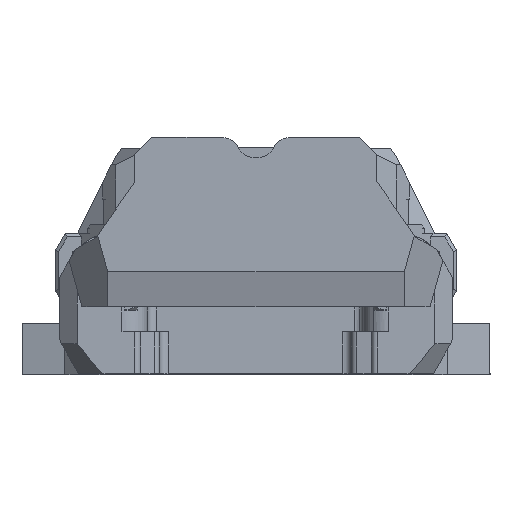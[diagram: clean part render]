
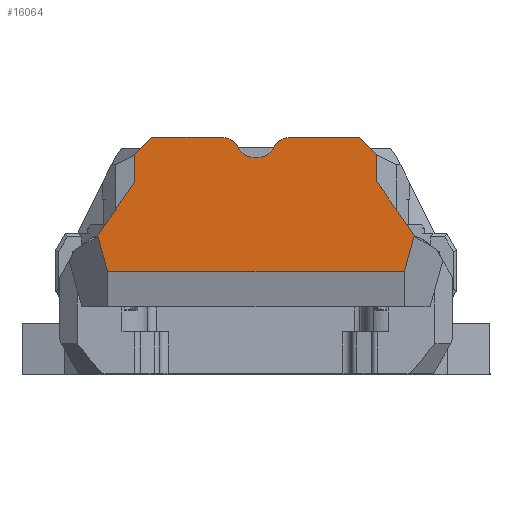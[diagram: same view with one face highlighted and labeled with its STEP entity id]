
A CAD part, top view. The second image highlights one B-rep face of the part: STEP entity #16064.
In plain terms, the highlighted planar face has unit normal (0, 0, 1).
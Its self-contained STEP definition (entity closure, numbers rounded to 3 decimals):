
#396=CIRCLE('',#17262,2.);
#397=CIRCLE('',#17263,2.4);
#398=CIRCLE('',#17264,2.);
#952=PLANE('',#17261);
#1750=FACE_OUTER_BOUND('',#2649,.T.);
#2649=EDGE_LOOP('',(#13897,#13898,#13899,#13900,#13901,#13902,#13903,#13904,
#13905,#13906,#13907,#13908,#13909,#13910));
#4283=LINE('',#31532,#6118);
#4288=LINE('',#31542,#6123);
#4289=LINE('',#31544,#6124);
#4290=LINE('',#31546,#6125);
#4291=LINE('',#31548,#6126);
#4292=LINE('',#31556,#6127);
#4293=LINE('',#31558,#6128);
#4294=LINE('',#31560,#6129);
#4295=LINE('',#31562,#6130);
#4296=LINE('',#31564,#6131);
#4297=LINE('',#31565,#6132);
#6118=VECTOR('',#20802,10.);
#6123=VECTOR('',#20811,10.);
#6124=VECTOR('',#20812,10.);
#6125=VECTOR('',#20813,10.);
#6126=VECTOR('',#20814,10.);
#6127=VECTOR('',#20821,10.);
#6128=VECTOR('',#20822,10.);
#6129=VECTOR('',#20823,10.);
#6130=VECTOR('',#20824,10.);
#6131=VECTOR('',#20825,10.);
#6132=VECTOR('',#20826,10.);
#7892=VERTEX_POINT('',#31523);
#7896=VERTEX_POINT('',#31530);
#7899=VERTEX_POINT('',#31541);
#7900=VERTEX_POINT('',#31543);
#7901=VERTEX_POINT('',#31545);
#7902=VERTEX_POINT('',#31547);
#7903=VERTEX_POINT('',#31549);
#7904=VERTEX_POINT('',#31551);
#7905=VERTEX_POINT('',#31553);
#7906=VERTEX_POINT('',#31555);
#7907=VERTEX_POINT('',#31557);
#7908=VERTEX_POINT('',#31559);
#7909=VERTEX_POINT('',#31561);
#7910=VERTEX_POINT('',#31563);
#9989=EDGE_CURVE('',#7892,#7896,#4283,.F.);
#9994=EDGE_CURVE('',#7899,#7892,#4288,.T.);
#9995=EDGE_CURVE('',#7896,#7900,#4289,.F.);
#9996=EDGE_CURVE('',#7901,#7900,#4290,.T.);
#9997=EDGE_CURVE('',#7901,#7902,#4291,.F.);
#9998=EDGE_CURVE('',#7903,#7902,#396,.T.);
#9999=EDGE_CURVE('',#7903,#7904,#397,.T.);
#10000=EDGE_CURVE('',#7905,#7904,#398,.T.);
#10001=EDGE_CURVE('',#7905,#7906,#4292,.F.);
#10002=EDGE_CURVE('',#7907,#7906,#4293,.T.);
#10003=EDGE_CURVE('',#7908,#7907,#4294,.T.);
#10004=EDGE_CURVE('',#7909,#7908,#4295,.F.);
#10005=EDGE_CURVE('',#7910,#7909,#4296,.T.);
#10006=EDGE_CURVE('',#7910,#7899,#4297,.T.);
#13897=ORIENTED_EDGE('',*,*,#9994,.T.);
#13898=ORIENTED_EDGE('',*,*,#9989,.T.);
#13899=ORIENTED_EDGE('',*,*,#9995,.T.);
#13900=ORIENTED_EDGE('',*,*,#9996,.F.);
#13901=ORIENTED_EDGE('',*,*,#9997,.T.);
#13902=ORIENTED_EDGE('',*,*,#9998,.F.);
#13903=ORIENTED_EDGE('',*,*,#9999,.T.);
#13904=ORIENTED_EDGE('',*,*,#10000,.F.);
#13905=ORIENTED_EDGE('',*,*,#10001,.T.);
#13906=ORIENTED_EDGE('',*,*,#10002,.F.);
#13907=ORIENTED_EDGE('',*,*,#10003,.F.);
#13908=ORIENTED_EDGE('',*,*,#10004,.F.);
#13909=ORIENTED_EDGE('',*,*,#10005,.F.);
#13910=ORIENTED_EDGE('',*,*,#10006,.T.);
#16064=ADVANCED_FACE('',(#1750),#952,.T.);
#17261=AXIS2_PLACEMENT_3D('',#31540,#20809,#20810);
#17262=AXIS2_PLACEMENT_3D('',#31550,#20815,#20816);
#17263=AXIS2_PLACEMENT_3D('',#31552,#20817,#20818);
#17264=AXIS2_PLACEMENT_3D('',#31554,#20819,#20820);
#20802=DIRECTION('',(0.574,-0.819,0.));
#20809=DIRECTION('center_axis',(0.,0.,1.));
#20810=DIRECTION('ref_axis',(1.,0.,0.));
#20811=DIRECTION('',(0.266,0.964,0.));
#20812=DIRECTION('',(0.,-1.,0.));
#20813=DIRECTION('',(0.707,-0.707,0.));
#20814=DIRECTION('',(1.,0.,0.));
#20815=DIRECTION('center_axis',(0.,0.,-1.));
#20816=DIRECTION('ref_axis',(-0.522,0.853,0.));
#20817=DIRECTION('center_axis',(0.,0.,-1.));
#20818=DIRECTION('ref_axis',(0.,1.,0.));
#20819=DIRECTION('center_axis',(0.,0.,-1.));
#20820=DIRECTION('ref_axis',(0.522,0.853,0.));
#20821=DIRECTION('',(1.,0.,0.));
#20822=DIRECTION('',(0.707,0.707,0.));
#20823=DIRECTION('',(0.,1.,0.));
#20824=DIRECTION('',(-0.574,-0.819,0.));
#20825=DIRECTION('',(-0.266,0.964,0.));
#20826=DIRECTION('',(1.,0.,0.));
#31523=CARTESIAN_POINT('',(18.511,26.289,75.472));
#31530=CARTESIAN_POINT('',(14.139,32.533,75.472));
#31532=CARTESIAN_POINT('',(27.62,13.281,75.472));
#31540=CARTESIAN_POINT('Origin',(-21.2,10.144,75.472));
#31541=CARTESIAN_POINT('',(17.338,22.044,75.472));
#31542=CARTESIAN_POINT('',(15.811,16.519,75.472));
#31543=CARTESIAN_POINT('',(14.139,35.72,75.472));
#31544=CARTESIAN_POINT('',(14.139,21.332,75.472));
#31545=CARTESIAN_POINT('',(12.139,37.72,75.472));
#31546=CARTESIAN_POINT('',(11.198,38.661,75.472));
#31547=CARTESIAN_POINT('',(3.919,37.72,75.472));
#31548=CARTESIAN_POINT('',(-10.6,37.72,75.472));
#31549=CARTESIAN_POINT('',(2.138,36.629,75.472));
#31550=CARTESIAN_POINT('Origin',(3.919,35.72,75.472));
#31551=CARTESIAN_POINT('',(-2.138,36.629,75.472));
#31552=CARTESIAN_POINT('Origin',(0.,37.72,
75.472));
#31553=CARTESIAN_POINT('',(-3.919,37.72,75.472));
#31554=CARTESIAN_POINT('Origin',(-3.919,35.72,75.472));
#31555=CARTESIAN_POINT('',(-12.21,37.72,75.472));
#31556=CARTESIAN_POINT('',(-10.6,37.72,75.472));
#31557=CARTESIAN_POINT('',(-14.21,35.72,75.472));
#31558=CARTESIAN_POINT('',(-21.852,28.079,75.472));
#31559=CARTESIAN_POINT('',(-14.21,32.431,75.472));
#31560=CARTESIAN_POINT('',(-14.21,21.332,75.472));
#31561=CARTESIAN_POINT('',(-18.511,26.289,75.472));
#31562=CARTESIAN_POINT('',(-27.62,13.281,75.472));
#31563=CARTESIAN_POINT('',(-17.338,22.044,75.472));
#31564=CARTESIAN_POINT('',(-15.811,16.519,75.472));
#31565=CARTESIAN_POINT('',(18.396,22.044,75.472));
